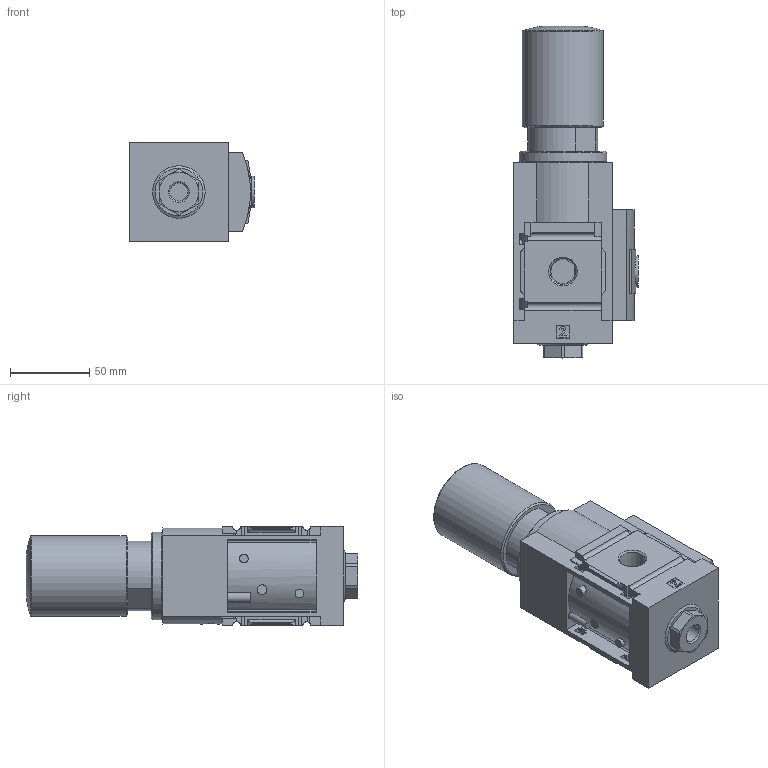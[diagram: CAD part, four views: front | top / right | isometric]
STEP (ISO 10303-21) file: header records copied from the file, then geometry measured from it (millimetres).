
FILE_DESCRIPTION(/* description */ ('STEP AP214'),/* implementation_level */ '2;1');
FILE_NAME(/* name */ '538042_MS6N-LRP-3_8-D5-A8-Z',/* time_stamp */ '2024-09-11T15:15:41+02:00',/* author */ ('License CC BY-ND 4.0'),/* organization */ ('CADENAS'),/* preprocessor_version */ 'ST-DEVELOPER v19.3',/* originating_system */ 'PARTsolutions',/* authorisation */ ' ');
FILE_SCHEMA (('AUTOMOTIVE_DESIGN {1 0 10303 214 3 1 1}'));
Length unit declared in the file: millimetre
Products named in the file (3): 538042 MS6N-LRP-3/8-D5-A8-Z; 538053 MS6N-LRP-3/8-D5-A8-Z0D; 651849 MS-LR-20
Assembly tree (2 placements, depth 2):
  538042 MS6N-LRP-3/8-D5-A8-Z
    538053 MS6N-LRP-3/8-D5-A8-Z0D
    651849 MS-LR-20
Bounding box: 78.5 x 209.1 x 62 mm (x, y, z)
Volume: 605979 mm3; surface area: 63137.8 mm2
Topology: 2 solids, 2 shells, 293 faces, 747 edges, 488 vertices
Faces by surface type: plane 219, cylinder 48, cone 23, torus 3
Full cylindrical faces by diameter (mm): 5.5 x2, 7 x4, 7.5 x4, 11 x1, 11.445 x1, 12 x1, 20 x1, 42.917 x1, 51 x1, 55 x1
Entity records: 10715 total; most frequent: CARTESIAN_POINT 1618, ORIENTED_EDGE 1416, DIRECTION 1408, EDGE_CURVE 708, LINE 552, VECTOR 552, VERTEX_POINT 486, AXIS2_PLACEMENT_3D 428
